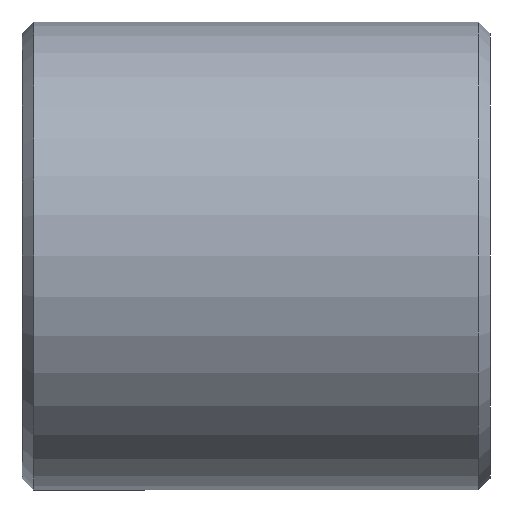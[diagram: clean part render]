
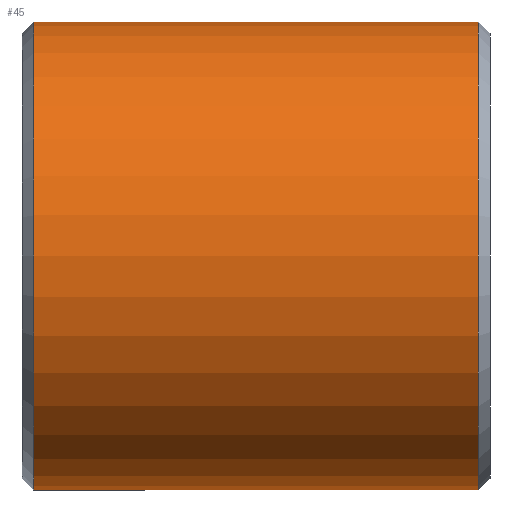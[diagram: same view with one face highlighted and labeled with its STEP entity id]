
A CAD part, left-side view. The second image highlights one B-rep face of the part: STEP entity #45.
In plain terms, the highlighted cylindrical face has radius 10 mm (diameter 20 mm), a partial arc.
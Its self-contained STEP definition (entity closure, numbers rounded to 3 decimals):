
#2 = EDGE_LOOP ( 'NONE', ( #46, #22, #8, #91 ) ) ;
#7 = EDGE_CURVE ( 'NONE', #84, #89, #194, .T. ) ;
#8 = ORIENTED_EDGE ( 'NONE', *, *, #60, .T. ) ;
#21 = EDGE_CURVE ( 'NONE', #79, #52, #187, .T. ) ;
#22 = ORIENTED_EDGE ( 'NONE', *, *, #21, .T. ) ;
#45 = ADVANCED_FACE ( 'NONE', ( #329 ), #328, .T. ) ;
#46 = ORIENTED_EDGE ( 'NONE', *, *, #90, .F. ) ;
#52 = VERTEX_POINT ( 'NONE', #296 ) ;
#60 = EDGE_CURVE ( 'NONE', #52, #89, #250, .T. ) ;
#79 = VERTEX_POINT ( 'NONE', #158 ) ;
#84 = VERTEX_POINT ( 'NONE', #143 ) ;
#89 = VERTEX_POINT ( 'NONE', #137 ) ;
#90 = EDGE_CURVE ( 'NONE', #79, #84, #136, .T. ) ;
#91 = ORIENTED_EDGE ( 'NONE', *, *, #7, .F. ) ;
#133 = DIRECTION ( 'NONE',  ( 0., 1., 0. ) ) ;
#134 = VECTOR ( 'NONE', #133, 1000. ) ;
#135 = CARTESIAN_POINT ( 'NONE',  ( 0., 20.182, -10. ) ) ;
#136 = LINE ( 'NONE', #135, #134 ) ;
#137 = CARTESIAN_POINT ( 'NONE',  ( 0., 9.5, 10. ) ) ;
#143 = CARTESIAN_POINT ( 'NONE',  ( 0., 9.5, -10. ) ) ;
#158 = CARTESIAN_POINT ( 'NONE',  ( 0., -9.5, -10. ) ) ;
#176 = DIRECTION ( 'NONE',  ( 0., 0., 1. ) ) ;
#177 = DIRECTION ( 'NONE',  ( 0., 1., 0. ) ) ;
#180 = DIRECTION ( 'NONE',  ( 0., 0., 1. ) ) ;
#181 = DIRECTION ( 'NONE',  ( 0., 1., 0. ) ) ;
#182 = CARTESIAN_POINT ( 'NONE',  ( 0., 20.182, 0. ) ) ;
#184 = CARTESIAN_POINT ( 'NONE',  ( 0., 9.5, 0. ) ) ;
#185 = AXIS2_PLACEMENT_3D ( 'NONE', #184, #177, #176 ) ;
#187 = CIRCLE ( 'NONE', #304, 10. ) ;
#194 = CIRCLE ( 'NONE', #185, 10. ) ;
#233 = CARTESIAN_POINT ( 'NONE',  ( 0., -9.5, 0. ) ) ;
#247 = DIRECTION ( 'NONE',  ( 0., 1., 0. ) ) ;
#248 = VECTOR ( 'NONE', #247, 1000. ) ;
#249 = CARTESIAN_POINT ( 'NONE',  ( 0., 20.182, 10. ) ) ;
#250 = LINE ( 'NONE', #249, #248 ) ;
#296 = CARTESIAN_POINT ( 'NONE',  ( 0., -9.5, 10. ) ) ;
#302 = DIRECTION ( 'NONE',  ( 0., 0., 1. ) ) ;
#303 = DIRECTION ( 'NONE',  ( 0., 1., 0. ) ) ;
#304 = AXIS2_PLACEMENT_3D ( 'NONE', #233, #303, #302 ) ;
#327 = AXIS2_PLACEMENT_3D ( 'NONE', #182, #181, #180 ) ;
#328 = CYLINDRICAL_SURFACE ( 'NONE', #327, 10. ) ;
#329 = FACE_OUTER_BOUND ( 'NONE', #2, .T. ) ;
